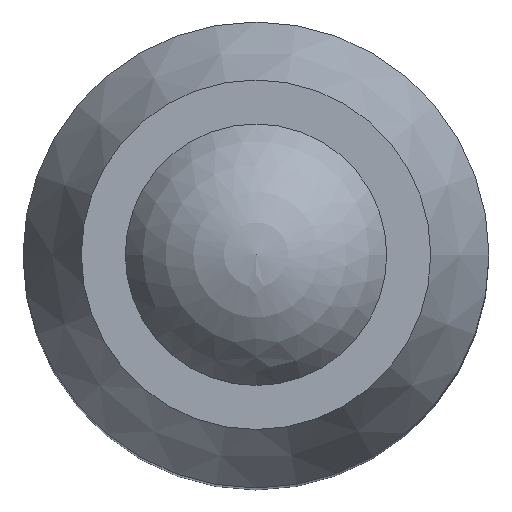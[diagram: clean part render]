
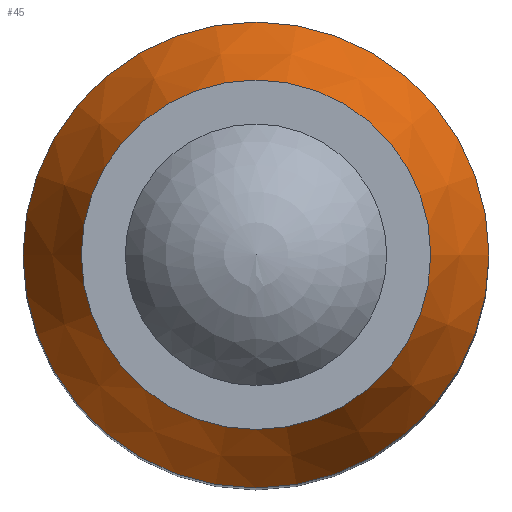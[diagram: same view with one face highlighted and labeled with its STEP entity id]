
A CAD part, top view. The second image highlights one B-rep face of the part: STEP entity #45.
In plain terms, the highlighted conical face has half-angle 24.444 degrees and reference radius 2 mm.
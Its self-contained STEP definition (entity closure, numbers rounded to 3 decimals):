
#45 = ADVANCED_FACE( '', ( #102, #103 ), #104, .T. );
#102 = FACE_BOUND( '', #173, .T. );
#103 = FACE_OUTER_BOUND( '', #174, .T. );
#104 = CONICAL_SURFACE( '', #175, 2., 0.427 );
#173 = EDGE_LOOP( '', ( #240 ) );
#174 = EDGE_LOOP( '', ( #241 ) );
#175 = AXIS2_PLACEMENT_3D( '', #242, #243, #244 );
#240 = ORIENTED_EDGE( '', *, *, #385, .T. );
#241 = ORIENTED_EDGE( '', *, *, #386, .F. );
#242 = CARTESIAN_POINT( '', ( 0., 0., 10.2 ) );
#243 = DIRECTION( '', ( 0., 0., -1. ) );
#244 = DIRECTION( '', ( -1., 0., 0. ) );
#385 = EDGE_CURVE( '', #443, #443, #444, .T. );
#386 = EDGE_CURVE( '', #445, #445, #446, .T. );
#443 = VERTEX_POINT( '', #520 );
#444 = CIRCLE( '', #521, 1.5 );
#445 = VERTEX_POINT( '', #522 );
#446 = CIRCLE( '', #523, 2. );
#520 = CARTESIAN_POINT( '', ( -1.5, 0., 11.3 ) );
#521 = AXIS2_PLACEMENT_3D( '', #621, #622, #623 );
#522 = CARTESIAN_POINT( '', ( -2., 0., 10.2 ) );
#523 = AXIS2_PLACEMENT_3D( '', #624, #625, #626 );
#621 = CARTESIAN_POINT( '', ( 0., 0., 11.3 ) );
#622 = DIRECTION( '', ( 0., 0., -1. ) );
#623 = DIRECTION( '', ( -1., 0., 0. ) );
#624 = CARTESIAN_POINT( '', ( 0., 0., 10.2 ) );
#625 = DIRECTION( '', ( 0., 0., -1. ) );
#626 = DIRECTION( '', ( -1., 0., 0. ) );
